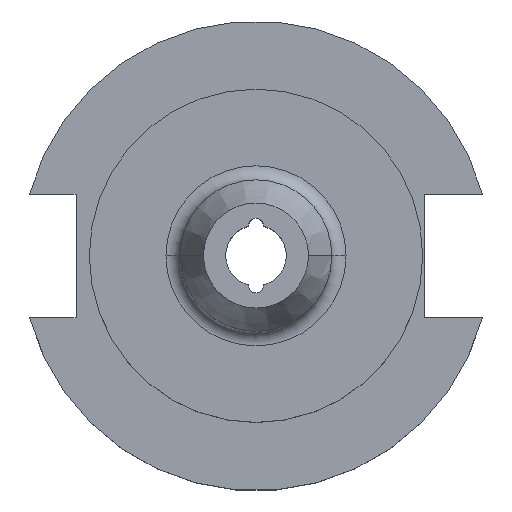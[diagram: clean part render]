
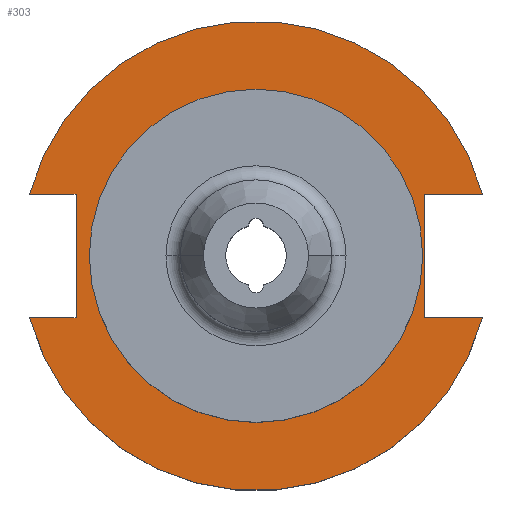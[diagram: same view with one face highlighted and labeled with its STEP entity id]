
A CAD part, top view. The second image highlights one B-rep face of the part: STEP entity #303.
In plain terms, the highlighted planar face has unit normal (0, 0, 1).
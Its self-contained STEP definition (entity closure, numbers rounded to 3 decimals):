
#24 = LINE ( 'NONE', #659, #1542 ) ;
#63 = CARTESIAN_POINT ( 'NONE',  ( 35.306, 12.954, 19.05 ) ) ;
#80 = CARTESIAN_POINT ( 'NONE',  ( 35.306, -12.954, 19.05 ) ) ;
#105 = DIRECTION ( 'NONE',  ( 0., 0., 1. ) ) ;
#107 = AXIS2_PLACEMENT_3D ( 'NONE', #1305, #452, #1457 ) ;
#152 = CARTESIAN_POINT ( 'NONE',  ( 35.306, 12.954, 19.05 ) ) ;
#184 = CIRCLE ( 'NONE', #1025, 49.212 ) ;
#194 = AXIS2_PLACEMENT_3D ( 'NONE', #1729, #855, #1866 ) ;
#202 = VECTOR ( 'NONE', #1326, 1000. ) ;
#205 = ORIENTED_EDGE ( 'NONE', *, *, #1652, .F. ) ;
#221 = CARTESIAN_POINT ( 'NONE',  ( 47.477, 12.954, 19.05 ) ) ;
#257 = VECTOR ( 'NONE', #1364, 1000. ) ;
#301 = CIRCLE ( 'NONE', #1333, 49.212 ) ;
#303 = ADVANCED_FACE ( 'NONE', ( #484, #867 ), #378, .T. ) ;
#316 = VERTEX_POINT ( 'NONE', #969 ) ;
#324 = CARTESIAN_POINT ( 'NONE',  ( -63.719, -12.954, 19.05 ) ) ;
#333 = LINE ( 'NONE', #152, #424 ) ;
#334 = VERTEX_POINT ( 'NONE', #80 ) ;
#344 = VERTEX_POINT ( 'NONE', #1520 ) ;
#358 = ORIENTED_EDGE ( 'NONE', *, *, #985, .F. ) ;
#369 = VERTEX_POINT ( 'NONE', #221 ) ;
#378 = PLANE ( 'NONE',  #1088 ) ;
#417 = VERTEX_POINT ( 'NONE', #1808 ) ;
#424 = VECTOR ( 'NONE', #1161, 1000. ) ;
#452 = DIRECTION ( 'NONE',  ( 0., 0., 1. ) ) ;
#484 = FACE_BOUND ( 'NONE', #1026, .T. ) ;
#514 = CARTESIAN_POINT ( 'NONE',  ( -37.719, 12.954, 19.05 ) ) ;
#521 = CARTESIAN_POINT ( 'NONE',  ( 0., 0., 19.05 ) ) ;
#537 = EDGE_CURVE ( 'NONE', #1456, #1298, #24, .T. ) ;
#553 = CARTESIAN_POINT ( 'NONE',  ( -34.925, 0., 19.05 ) ) ;
#572 = CIRCLE ( 'NONE', #194, 34.925 ) ;
#596 = EDGE_CURVE ( 'NONE', #369, #640, #609, .T. ) ;
#609 = LINE ( 'NONE', #63, #257 ) ;
#610 = ORIENTED_EDGE ( 'NONE', *, *, #791, .F. ) ;
#614 = EDGE_CURVE ( 'NONE', #369, #699, #301, .T. ) ;
#637 = CARTESIAN_POINT ( 'NONE',  ( -47.477, 12.954, 19.05 ) ) ;
#640 = VERTEX_POINT ( 'NONE', #1235 ) ;
#659 = CARTESIAN_POINT ( 'NONE',  ( -37.719, 12.954, 19.05 ) ) ;
#667 = DIRECTION ( 'NONE',  ( 1., 0., 0. ) ) ;
#674 = LINE ( 'NONE', #1168, #1439 ) ;
#679 = DIRECTION ( 'NONE',  ( 1., 0., 0. ) ) ;
#699 = VERTEX_POINT ( 'NONE', #637 ) ;
#791 = EDGE_CURVE ( 'NONE', #417, #1456, #1347, .T. ) ;
#795 = ORIENTED_EDGE ( 'NONE', *, *, #840, .T. ) ;
#798 = EDGE_LOOP ( 'NONE', ( #795, #1243, #1201, #1074, #1658, #205, #995, #610 ) ) ;
#819 = DIRECTION ( 'NONE',  ( 0., 0., 1. ) ) ;
#823 = ORIENTED_EDGE ( 'NONE', *, *, #1475, .F. ) ;
#840 = EDGE_CURVE ( 'NONE', #417, #316, #184, .T. ) ;
#855 = DIRECTION ( 'NONE',  ( 0., 0., 1. ) ) ;
#867 = FACE_OUTER_BOUND ( 'NONE', #798, .T. ) ;
#946 = CIRCLE ( 'NONE', #107, 34.925 ) ;
#969 = CARTESIAN_POINT ( 'NONE',  ( 47.477, -12.954, 19.05 ) ) ;
#985 = EDGE_CURVE ( 'NONE', #1121, #344, #572, .T. ) ;
#988 = CARTESIAN_POINT ( 'NONE',  ( 0., 0., 19.05 ) ) ;
#995 = ORIENTED_EDGE ( 'NONE', *, *, #537, .F. ) ;
#1025 = AXIS2_PLACEMENT_3D ( 'NONE', #988, #105, #1119 ) ;
#1026 = EDGE_LOOP ( 'NONE', ( #823, #358 ) ) ;
#1040 = DIRECTION ( 'NONE',  ( 1., 0., 0. ) ) ;
#1074 = ORIENTED_EDGE ( 'NONE', *, *, #596, .F. ) ;
#1088 = AXIS2_PLACEMENT_3D ( 'NONE', #1090, #819, #679 ) ;
#1090 = CARTESIAN_POINT ( 'NONE',  ( 0., 49.212, 19.05 ) ) ;
#1119 = DIRECTION ( 'NONE',  ( 1., 0., 0. ) ) ;
#1121 = VERTEX_POINT ( 'NONE', #553 ) ;
#1153 = CARTESIAN_POINT ( 'NONE',  ( -37.719, -12.954, 19.05 ) ) ;
#1161 = DIRECTION ( 'NONE',  ( 0., -1., 0. ) ) ;
#1168 = CARTESIAN_POINT ( 'NONE',  ( -63.719, 12.954, 19.05 ) ) ;
#1201 = ORIENTED_EDGE ( 'NONE', *, *, #1614, .F. ) ;
#1214 = DIRECTION ( 'NONE',  ( 0., 1., 0. ) ) ;
#1235 = CARTESIAN_POINT ( 'NONE',  ( 35.306, 12.954, 19.05 ) ) ;
#1243 = ORIENTED_EDGE ( 'NONE', *, *, #1645, .F. ) ;
#1298 = VERTEX_POINT ( 'NONE', #514 ) ;
#1305 = CARTESIAN_POINT ( 'NONE',  ( 0., 0., 19.05 ) ) ;
#1307 = DIRECTION ( 'NONE',  ( -1., 0., 0. ) ) ;
#1326 = DIRECTION ( 'NONE',  ( 1., 0., 0. ) ) ;
#1333 = AXIS2_PLACEMENT_3D ( 'NONE', #521, #1521, #667 ) ;
#1347 = LINE ( 'NONE', #324, #202 ) ;
#1364 = DIRECTION ( 'NONE',  ( -1., 0., 0. ) ) ;
#1439 = VECTOR ( 'NONE', #1307, 1000. ) ;
#1456 = VERTEX_POINT ( 'NONE', #1153 ) ;
#1457 = DIRECTION ( 'NONE',  ( 1., 0., 0. ) ) ;
#1475 = EDGE_CURVE ( 'NONE', #344, #1121, #946, .T. ) ;
#1520 = CARTESIAN_POINT ( 'NONE',  ( 34.925, 0., 19.05 ) ) ;
#1521 = DIRECTION ( 'NONE',  ( 0., 0., 1. ) ) ;
#1542 = VECTOR ( 'NONE', #1214, 1000. ) ;
#1614 = EDGE_CURVE ( 'NONE', #640, #334, #333, .T. ) ;
#1645 = EDGE_CURVE ( 'NONE', #334, #316, #1829, .T. ) ;
#1652 = EDGE_CURVE ( 'NONE', #1298, #699, #674, .T. ) ;
#1658 = ORIENTED_EDGE ( 'NONE', *, *, #614, .T. ) ;
#1729 = CARTESIAN_POINT ( 'NONE',  ( 0., 0., 19.05 ) ) ;
#1757 = CARTESIAN_POINT ( 'NONE',  ( 35.306, -12.954, 19.05 ) ) ;
#1785 = VECTOR ( 'NONE', #1040, 1000. ) ;
#1808 = CARTESIAN_POINT ( 'NONE',  ( -47.477, -12.954, 19.05 ) ) ;
#1829 = LINE ( 'NONE', #1757, #1785 ) ;
#1866 = DIRECTION ( 'NONE',  ( 1., 0., 0. ) ) ;
